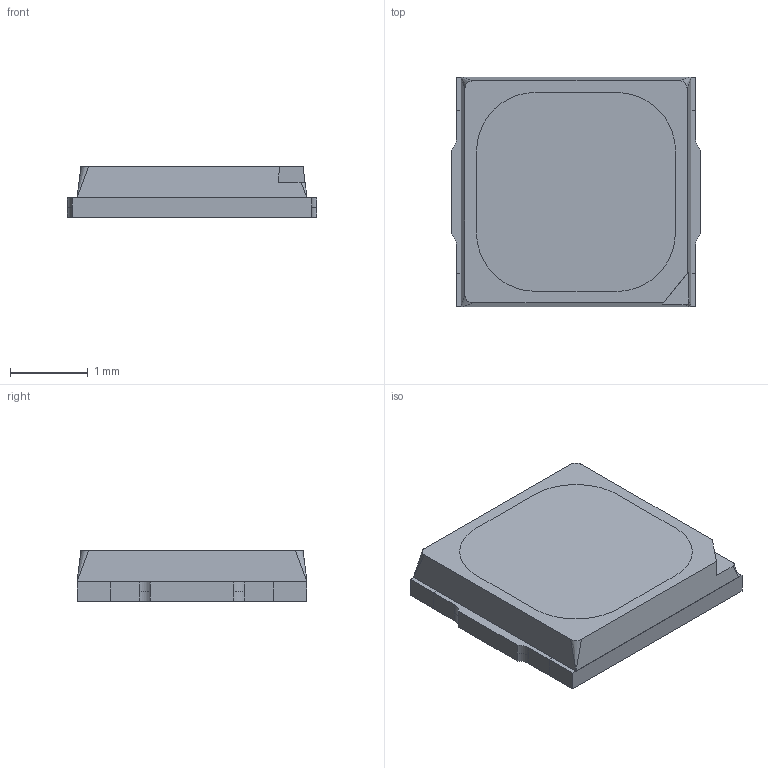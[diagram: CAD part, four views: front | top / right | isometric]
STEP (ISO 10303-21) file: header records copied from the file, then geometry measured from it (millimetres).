
FILE_DESCRIPTION(/* description */ (''),/* implementation_level */ '2;1');
FILE_NAME(/* name */ 'LED SMD White 3030',/* time_stamp */ '2023-03-03T11:46:44+01:00',/* author */ (''),/* organization */ (''),/* preprocessor_version */ 'ST-DEVELOPER v16.5',/* originating_system */ '',/* authorisation */ '');
FILE_SCHEMA (('AUTOMOTIVE_DESIGN'));
Length unit declared in the file: millimetre
Products named in the file (1): Document
Bounding box: 3.2 x 2.95 x 0.65 mm (x, y, z)
Volume: 5.7 mm3; surface area: 58.3 mm2
Topology: 7 solids, 7 shells, 178 faces, 476 edges, 308 vertices
Faces by surface type: plane 86, cylinder 80, bspline 12
Entity records: 4986 total; most frequent: CARTESIAN_POINT 2057, ORIENTED_EDGE 944, EDGE_CURVE 472, VERTEX_POINT 308, EDGE_LOOP 184, ADVANCED_FACE 178, FACE_OUTER_BOUND 178, DIRECTION 168
